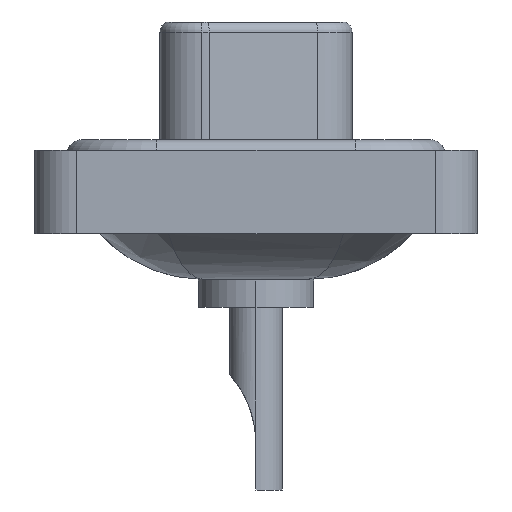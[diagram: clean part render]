
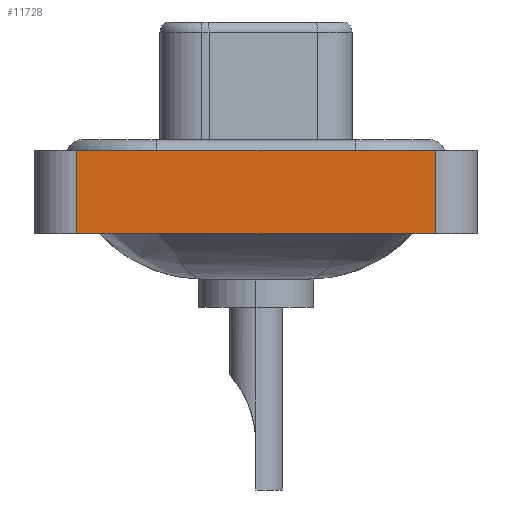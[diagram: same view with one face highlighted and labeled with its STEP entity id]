
A CAD part, left-side view. The second image highlights one B-rep face of the part: STEP entity #11728.
In plain terms, the highlighted planar face has unit normal (-1, 0, 0).
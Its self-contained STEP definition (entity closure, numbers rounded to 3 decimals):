
#149 = DIRECTION ( 'NONE',  ( -1., 0., 0. ) ) ;
#564 = VERTEX_POINT ( 'NONE', #1960 ) ;
#1960 = CARTESIAN_POINT ( 'NONE',  ( -7.25, -8.55, 0.4 ) ) ;
#2450 = LINE ( 'NONE', #4214, #12606 ) ;
#3091 = LINE ( 'NONE', #7561, #6450 ) ;
#3181 = EDGE_CURVE ( 'NONE', #15100, #564, #17472, .T. ) ;
#4214 = CARTESIAN_POINT ( 'NONE',  ( -7.25, 8.55, -3.6 ) ) ;
#4570 = DIRECTION ( 'NONE',  ( 0., -1., 0. ) ) ;
#4723 = VERTEX_POINT ( 'NONE', #13806 ) ;
#4949 = EDGE_LOOP ( 'NONE', ( #14280, #13030, #10392, #8596 ) ) ;
#5970 = DIRECTION ( 'NONE',  ( 0., 0., 1. ) ) ;
#5990 = PLANE ( 'NONE',  #12890 ) ;
#6062 = DIRECTION ( 'NONE',  ( 0., -1., 0. ) ) ;
#6450 = VECTOR ( 'NONE', #6062, 1000. ) ;
#6787 = VERTEX_POINT ( 'NONE', #14438 ) ;
#7561 = CARTESIAN_POINT ( 'NONE',  ( -7.25, -8.55, -3.6 ) ) ;
#8518 = DIRECTION ( 'NONE',  ( 0., 0., 1. ) ) ;
#8596 = ORIENTED_EDGE ( 'NONE', *, *, #18085, .T. ) ;
#8914 = DIRECTION ( 'NONE',  ( 0., 0., 1. ) ) ;
#10184 = LINE ( 'NONE', #15882, #11159 ) ;
#10392 = ORIENTED_EDGE ( 'NONE', *, *, #12091, .F. ) ;
#10468 = EDGE_CURVE ( 'NONE', #6787, #564, #10184, .T. ) ;
#11159 = VECTOR ( 'NONE', #5970, 1000. ) ;
#11728 = ADVANCED_FACE ( 'NONE', ( #17505 ), #5990, .T. ) ;
#11800 = CARTESIAN_POINT ( 'NONE',  ( -7.25, -8.55, -3.6 ) ) ;
#12091 = EDGE_CURVE ( 'NONE', #4723, #15100, #2450, .T. ) ;
#12606 = VECTOR ( 'NONE', #8518, 1000. ) ;
#12890 = AXIS2_PLACEMENT_3D ( 'NONE', #11800, #149, #8914 ) ;
#13030 = ORIENTED_EDGE ( 'NONE', *, *, #3181, .F. ) ;
#13806 = CARTESIAN_POINT ( 'NONE',  ( -7.25, 8.55, -3.6 ) ) ;
#13816 = VECTOR ( 'NONE', #4570, 1000. ) ;
#14280 = ORIENTED_EDGE ( 'NONE', *, *, #10468, .T. ) ;
#14438 = CARTESIAN_POINT ( 'NONE',  ( -7.25, -8.55, -3.6 ) ) ;
#15100 = VERTEX_POINT ( 'NONE', #16428 ) ;
#15882 = CARTESIAN_POINT ( 'NONE',  ( -7.25, -8.55, -3.6 ) ) ;
#16428 = CARTESIAN_POINT ( 'NONE',  ( -7.25, 8.55, 0.4 ) ) ;
#17368 = CARTESIAN_POINT ( 'NONE',  ( -7.25, -8.55, 0.4 ) ) ;
#17472 = LINE ( 'NONE', #17368, #13816 ) ;
#17505 = FACE_OUTER_BOUND ( 'NONE', #4949, .T. ) ;
#18085 = EDGE_CURVE ( 'NONE', #4723, #6787, #3091, .T. ) ;
